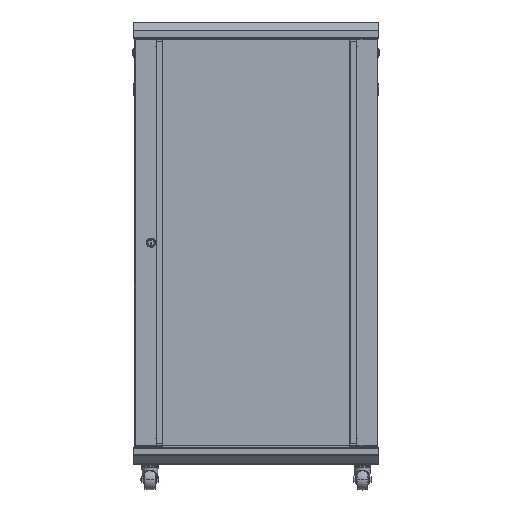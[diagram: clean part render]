
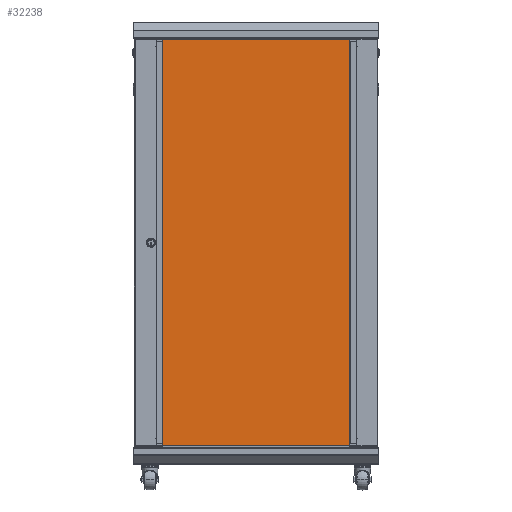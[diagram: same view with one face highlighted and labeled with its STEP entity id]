
A CAD part, top view. The second image highlights one B-rep face of the part: STEP entity #32238.
In plain terms, the highlighted planar face has unit normal (0, 0, 1).
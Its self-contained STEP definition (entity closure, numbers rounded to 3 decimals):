
#1961 = CARTESIAN_POINT ( 'NONE',  ( 245.5, 786.1, 5. ) ) ;
#2748 = CARTESIAN_POINT ( 'NONE',  ( 245.5, -208.25, 5. ) ) ;
#3917 = FACE_OUTER_BOUND ( 'NONE', #37788, .T. ) ;
#8204 = ORIENTED_EDGE ( 'NONE', *, *, #46013, .F. ) ;
#9889 = LINE ( 'NONE', #32995, #68032 ) ;
#19206 = VECTOR ( 'NONE', #53034, 1000. ) ;
#23189 = EDGE_CURVE ( 'NONE', #77608, #69621, #89191, .T. ) ;
#24387 = ORIENTED_EDGE ( 'NONE', *, *, #23189, .F. ) ;
#27512 = DIRECTION ( 'NONE',  ( 0., 0., -1. ) ) ;
#28485 = VERTEX_POINT ( 'NONE', #84842 ) ;
#29438 = DIRECTION ( 'NONE',  ( 0., -1., 0. ) ) ;
#30707 = ORIENTED_EDGE ( 'NONE', *, *, #92646, .F. ) ;
#31968 = LINE ( 'NONE', #1961, #19206 ) ;
#32238 = ADVANCED_FACE ( 'NONE', ( #3917 ), #78482, .F. ) ;
#32995 = CARTESIAN_POINT ( 'NONE',  ( -245.5, 208.25, 5. ) ) ;
#34756 = AXIS2_PLACEMENT_3D ( 'NONE', #65194, #27512, #56414 ) ;
#37788 = EDGE_LOOP ( 'NONE', ( #30707, #71693, #8204, #24387 ) ) ;
#40081 = LINE ( 'NONE', #2748, #80284 ) ;
#46013 = EDGE_CURVE ( 'NONE', #69621, #72381, #40081, .T. ) ;
#53034 = DIRECTION ( 'NONE',  ( 1., 0., 0. ) ) ;
#55505 = DIRECTION ( 'NONE',  ( 0., 1., 0. ) ) ;
#56414 = DIRECTION ( 'NONE',  ( -1., 0., 0. ) ) ;
#58797 = CARTESIAN_POINT ( 'NONE',  ( 245.5, 208.25, 5. ) ) ;
#65194 = CARTESIAN_POINT ( 'NONE',  ( 245.5, 208.25, 5. ) ) ;
#65638 = VECTOR ( 'NONE', #29438, 1000. ) ;
#67927 = CARTESIAN_POINT ( 'NONE',  ( 245.5, -208.25, 5. ) ) ;
#68032 = VECTOR ( 'NONE', #55505, 1000. ) ;
#69621 = VERTEX_POINT ( 'NONE', #67927 ) ;
#71693 = ORIENTED_EDGE ( 'NONE', *, *, #95503, .F. ) ;
#72381 = VERTEX_POINT ( 'NONE', #90919 ) ;
#77608 = VERTEX_POINT ( 'NONE', #93602 ) ;
#78482 = PLANE ( 'NONE',  #34756 ) ;
#80284 = VECTOR ( 'NONE', #84705, 1000. ) ;
#84705 = DIRECTION ( 'NONE',  ( -1., 0., 0. ) ) ;
#84842 = CARTESIAN_POINT ( 'NONE',  ( -245.5, 786.1, 5. ) ) ;
#89191 = LINE ( 'NONE', #58797, #65638 ) ;
#90919 = CARTESIAN_POINT ( 'NONE',  ( -245.5, -208.25, 5. ) ) ;
#92646 = EDGE_CURVE ( 'NONE', #28485, #77608, #31968, .T. ) ;
#93602 = CARTESIAN_POINT ( 'NONE',  ( 245.5, 786.1, 5. ) ) ;
#95503 = EDGE_CURVE ( 'NONE', #72381, #28485, #9889, .T. ) ;
